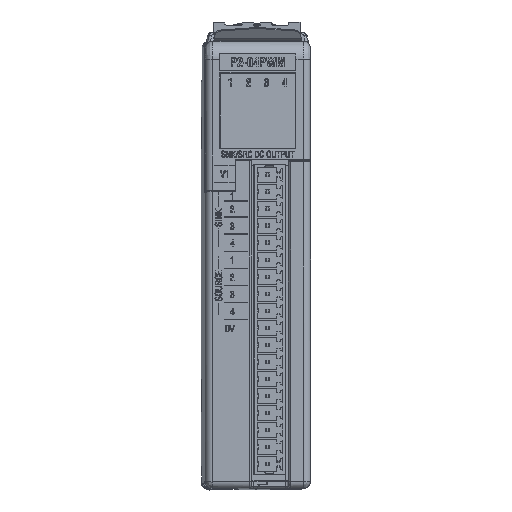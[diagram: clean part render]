
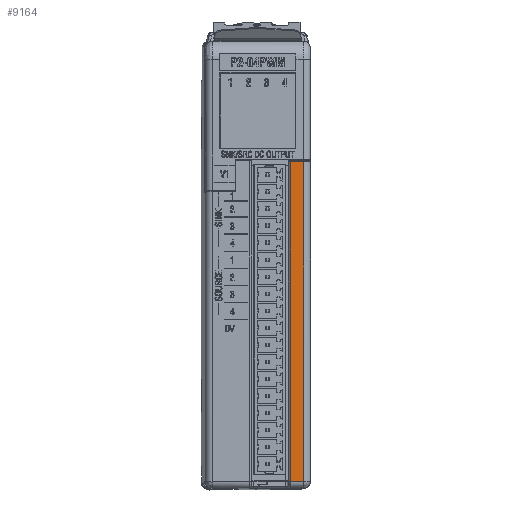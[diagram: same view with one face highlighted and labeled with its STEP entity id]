
A CAD part, top view. The second image highlights one B-rep face of the part: STEP entity #9164.
In plain terms, the highlighted planar face has unit normal (0.018, 0, 1).
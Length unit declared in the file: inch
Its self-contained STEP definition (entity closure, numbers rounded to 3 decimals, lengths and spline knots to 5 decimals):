
#832 = ORIENTED_EDGE ( 'NONE', *, *, #65720, .F. ) ;
#4200 = ORIENTED_EDGE ( 'NONE', *, *, #124132, .F. ) ;
#8176 = LINE ( 'NONE', #10411, #64211 ) ;
#9164 = ADVANCED_FACE ( 'NONE', ( #22793 ), #35765, .T. ) ;
#10411 = CARTESIAN_POINT ( 'NONE',  ( 0.6747, 1.64614, 3.65228 ) ) ;
#12277 = VECTOR ( 'NONE', #132764, 39.37008 ) ;
#13962 = DIRECTION ( 'NONE',  ( 1., 0., -0.017 ) ) ;
#16754 = CARTESIAN_POINT ( 'NONE',  ( 0.55999, 0.58315, 3.65428 ) ) ;
#22793 = FACE_OUTER_BOUND ( 'NONE', #56061, .T. ) ;
#29478 = CARTESIAN_POINT ( 'NONE',  ( 0.55999, 0.58315, 3.65428 ) ) ;
#34301 = ORIENTED_EDGE ( 'NONE', *, *, #82917, .T. ) ;
#34986 = ORIENTED_EDGE ( 'NONE', *, *, #71452, .F. ) ;
#35765 = PLANE ( 'NONE',  #121506 ) ;
#43211 = LINE ( 'NONE', #16754, #124570 ) ;
#56061 = EDGE_LOOP ( 'NONE', ( #34986, #832, #4200, #34301 ) ) ;
#63271 = VECTOR ( 'NONE', #114944, 39.37008 ) ;
#64211 = VECTOR ( 'NONE', #140550, 39.37008 ) ;
#65720 = EDGE_CURVE ( 'NONE', #132892, #130809, #8176, .T. ) ;
#71452 = EDGE_CURVE ( 'NONE', #130809, #98861, #105519, .T. ) ;
#76084 = VERTEX_POINT ( 'NONE', #29478 ) ;
#82917 = EDGE_CURVE ( 'NONE', #76084, #98861, #83614, .T. ) ;
#83614 = LINE ( 'NONE', #127653, #63271 ) ;
#98861 = VERTEX_POINT ( 'NONE', #107099 ) ;
#100237 = CARTESIAN_POINT ( 'NONE',  ( 0.73714, -2.29362, 3.65119 ) ) ;
#105519 = LINE ( 'NONE', #110115, #12277 ) ;
#105697 = CARTESIAN_POINT ( 'NONE',  ( 0.6747, 0.58315, 3.65228 ) ) ;
#107099 = CARTESIAN_POINT ( 'NONE',  ( 0.55999, -2.23218, 3.65428 ) ) ;
#110115 = CARTESIAN_POINT ( 'NONE',  ( 0.73659, -2.23064, 3.6512 ) ) ;
#113811 = DIRECTION ( 'NONE',  ( 1., 0., -0.017 ) ) ;
#114944 = DIRECTION ( 'NONE',  ( 0., -1., 0. ) ) ;
#121506 = AXIS2_PLACEMENT_3D ( 'NONE', #100237, #122881, #13962 ) ;
#122881 = DIRECTION ( 'NONE',  ( 0.017, 0., 1. ) ) ;
#124132 = EDGE_CURVE ( 'NONE', #76084, #132892, #43211, .T. ) ;
#124570 = VECTOR ( 'NONE', #113811, 39.37008 ) ;
#127653 = CARTESIAN_POINT ( 'NONE',  ( 0.55999, -2.29362, 3.65428 ) ) ;
#130104 = CARTESIAN_POINT ( 'NONE',  ( 0.6747, -2.23118, 3.65228 ) ) ;
#130809 = VERTEX_POINT ( 'NONE', #130104 ) ;
#132764 = DIRECTION ( 'NONE',  ( -1., -0.009, 0.017 ) ) ;
#132892 = VERTEX_POINT ( 'NONE', #105697 ) ;
#140550 = DIRECTION ( 'NONE',  ( 0., -1., 0. ) ) ;
